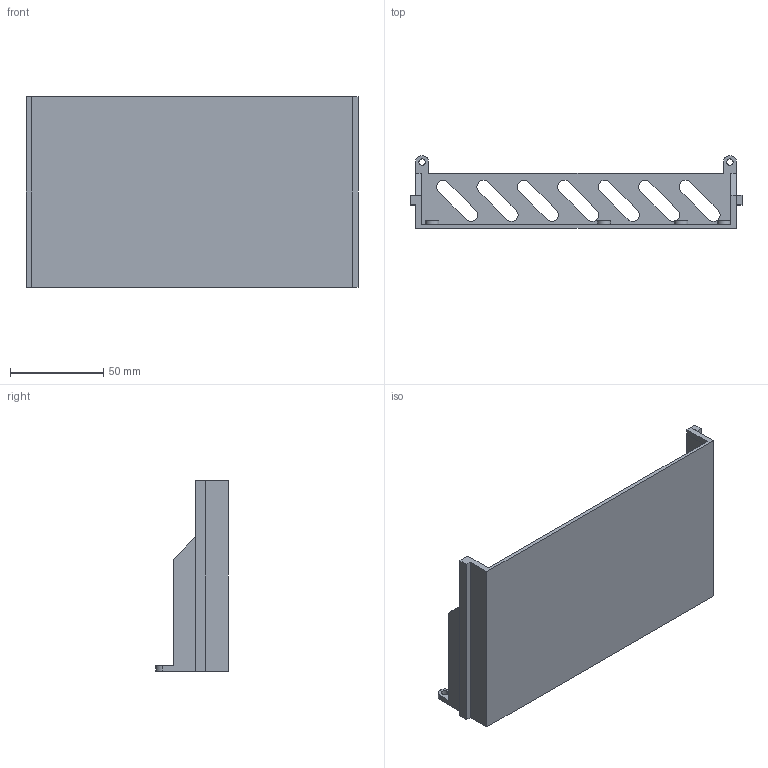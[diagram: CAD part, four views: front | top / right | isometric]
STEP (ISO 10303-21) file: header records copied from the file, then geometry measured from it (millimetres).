
FILE_DESCRIPTION(/* description */ (''),/* implementation_level */ '2;1');
FILE_NAME(/* name */ 'Electronic box inside v11.step',/* time_stamp */ '2023-01-02T10:55:44+01:00',/* author */ (''),/* organization */ (''),/* preprocessor_version */ 'ST-DEVELOPER v19.2',/* originating_system */ 'Autodesk Translation Framework v11.17.0.187',/* authorisation */ '');
FILE_SCHEMA (('AUTOMOTIVE_DESIGN { 1 0 10303 214 3 1 1 }'));
Length unit declared in the file: millimetre
Products named in the file (1): Electronic box inside
Bounding box: 178 x 39 x 102 mm (x, y, z)
Volume: 62873.3 mm3; surface area: 57134.5 mm2
Topology: 6 solids, 6 shells, 100 faces, 228 edges, 152 vertices
Faces by surface type: plane 62, cylinder 38
Full cylindrical faces by diameter (mm): 2.9 x12, 3.5 x2, 7 x8
Entity records: 2908 total; most frequent: DIRECTION 506, CARTESIAN_POINT 481, ORIENTED_EDGE 456, EDGE_CURVE 228, AXIS2_PLACEMENT_3D 177, LINE 152, VECTOR 152, VERTEX_POINT 152
